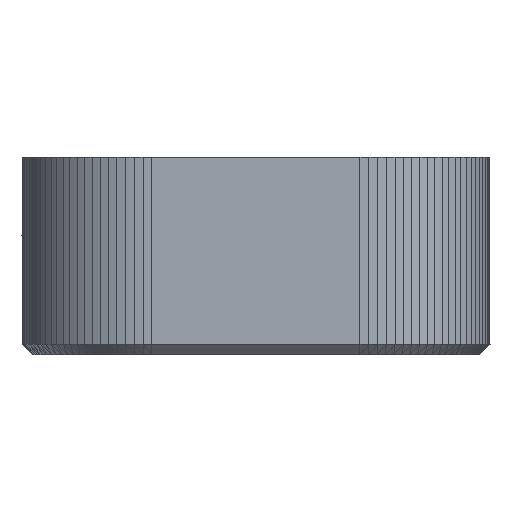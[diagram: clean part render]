
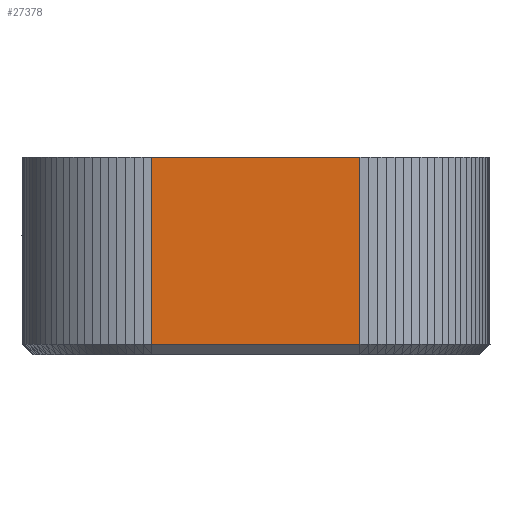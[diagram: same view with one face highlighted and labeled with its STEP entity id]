
A CAD part, front view. The second image highlights one B-rep face of the part: STEP entity #27378.
In plain terms, the highlighted face is planar.
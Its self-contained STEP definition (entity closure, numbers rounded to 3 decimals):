
#189=PLANE('',#29348);
#2132=FACE_OUTER_BOUND('',#4080,.T.);
#4080=EDGE_LOOP('',(#20640,#20641,#20642,#20643));
#6407=LINE('',#40038,#10278);
#6604=LINE('',#40433,#10475);
#6695=LINE('',#40614,#10566);
#6696=LINE('',#40616,#10567);
#10278=VECTOR('',#31723,10.);
#10475=VECTOR('',#32048,10.);
#10566=VECTOR('',#32275,10.);
#10567=VECTOR('',#32278,10.);
#14164=VERTEX_POINT('',#40035);
#14165=VERTEX_POINT('',#40037);
#14298=VERTEX_POINT('',#40427);
#14299=VERTEX_POINT('',#40431);
#16116=EDGE_CURVE('',#14165,#14164,#6407,.T.);
#16314=EDGE_CURVE('',#14298,#14299,#6604,.T.);
#16405=EDGE_CURVE('',#14299,#14164,#6695,.T.);
#16406=EDGE_CURVE('',#14298,#14165,#6696,.T.);
#20640=ORIENTED_EDGE('',*,*,#16314,.F.);
#20641=ORIENTED_EDGE('',*,*,#16406,.T.);
#20642=ORIENTED_EDGE('',*,*,#16116,.T.);
#20643=ORIENTED_EDGE('',*,*,#16405,.F.);
#27378=ADVANCED_FACE('',(#2132),#189,.T.);
#29348=AXIS2_PLACEMENT_3D('',#40668,#32351,#32352);
#31723=DIRECTION('',(0.,0.,-1.));
#32048=DIRECTION('',(0.,0.,-1.));
#32275=DIRECTION('',(0.,1.,0.));
#32278=DIRECTION('',(0.,1.,0.));
#32351=DIRECTION('center_axis',(-1.,0.,0.));
#32352=DIRECTION('ref_axis',(0.,0.,1.));
#40035=CARTESIAN_POINT('',(-28.45,3.8,-4.));
#40037=CARTESIAN_POINT('',(-28.45,3.8,4.));
#40038=CARTESIAN_POINT('',(-28.45,3.8,4.));
#40427=CARTESIAN_POINT('',(-28.45,-3.4,4.));
#40431=CARTESIAN_POINT('',(-28.45,-3.4,-4.));
#40433=CARTESIAN_POINT('',(-28.45,-3.4,4.));
#40614=CARTESIAN_POINT('',(-28.45,-3.4,-4.));
#40616=CARTESIAN_POINT('',(-28.45,-3.4,4.));
#40668=CARTESIAN_POINT('Origin',(-28.45,3.8,-4.));
